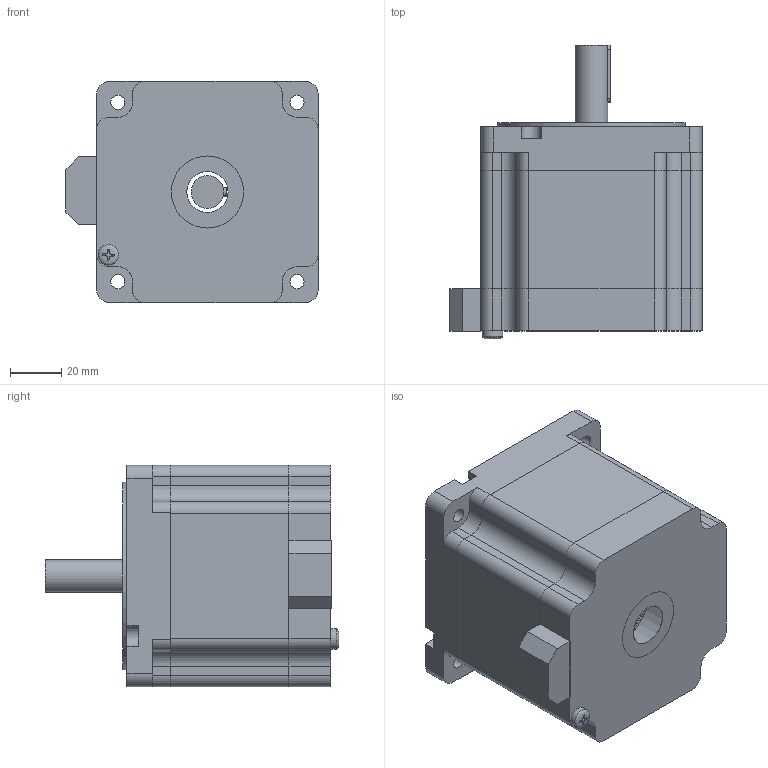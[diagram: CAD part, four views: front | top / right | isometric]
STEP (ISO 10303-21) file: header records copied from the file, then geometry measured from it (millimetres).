
FILE_DESCRIPTION(/* description */ ('Unknown'),/* implementation_level */ '2;1');
FILE_NAME(/* name */ 'MT34HE31060M4K2',/* time_stamp */ '2022-03-09T11:01:39+01:00',/* author */ ('Unknown'),/* organization */ ('Unknown'),/* preprocessor_version */ 'ST-DEVELOPER v16.7',/* originating_system */ 'Solid Edge',/* authorisation */ 'Unknown');
FILE_SCHEMA (('AUTOMOTIVE_DESIGN {1 0 10303 214 3 1 1}'));
Length unit declared in the file: millimetre
Products named in the file (9): MT34HE31060M4K2; MT34HE31066M411_ASM_1_ASM; ASM0001_ASM_1_ASM_1_ASM; PRT0012_1_1; PRT0013_1_1; PRT0014_1_1; PRT0015_1_1; PRT0012; tcc_M4x08
Assembly tree (8 placements, depth 4):
  MT34HE31060M4K2
    MT34HE31066M411_ASM_1_ASM
      ASM0001_ASM_1_ASM_1_ASM
        PRT0012_1_1
        PRT0013_1_1
        PRT0014_1_1
        PRT0015_1_1
    PRT0012
    tcc_M4x08
Bounding box: 98 x 114.15 x 86 mm (x, y, z)
Volume: 273861.6 mm3; surface area: 104521 mm2
Topology: 6 solids, 6 shells, 403 faces, 1149 edges, 768 vertices
Faces by surface type: plane 222, cylinder 170, cone 7, torus 3, bspline 1
Full cylindrical faces by diameter (mm): 4 x1, 4.5 x4, 5.5 x4, 8 x1, 12.7 x1, 16 x2, 28 x2, 35 x2, 50 x1, 51.93 x1, 51.94 x1, 73.025 x1, 80 x2
Entity records: 13428 total; most frequent: CARTESIAN_POINT 2590, DIRECTION 2247, ORIENTED_EDGE 2206, EDGE_CURVE 1103, AXIS2_PLACEMENT_3D 758, VERTEX_POINT 752, LINE 731, VECTOR 731
